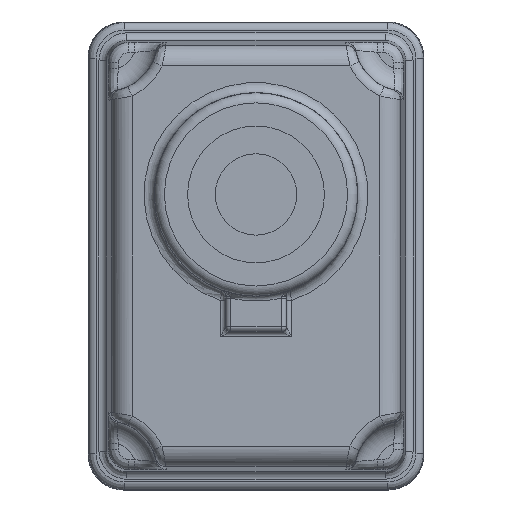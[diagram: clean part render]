
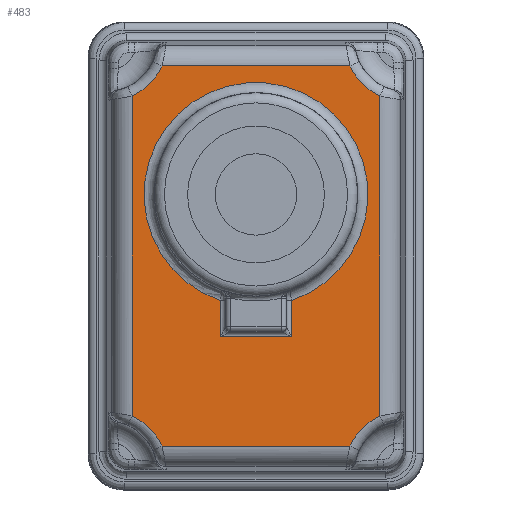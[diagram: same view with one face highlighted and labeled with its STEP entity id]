
A CAD part, left-side view. The second image highlights one B-rep face of the part: STEP entity #483.
In plain terms, the highlighted planar face has unit normal (-1, 0, 0).
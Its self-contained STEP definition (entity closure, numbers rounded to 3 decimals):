
#483=ADVANCED_FACE('',(#1092,#1093),#1094,.T.);
#1092=FACE_BOUND('',#1886,.T.);
#1093=FACE_OUTER_BOUND('',#1887,.T.);
#1094=PLANE('',#1888);
#1886=EDGE_LOOP('',(#8716,#8717,#8718,#8719));
#1887=EDGE_LOOP('',(#8720,#8721,#8722,#8723,#8724,#8725,#8726,#8727));
#1888=AXIS2_PLACEMENT_3D('',#8728,#8729,#8730);
#8716=ORIENTED_EDGE('',*,*,#10025,.T.);
#8717=ORIENTED_EDGE('',*,*,#10026,.T.);
#8718=ORIENTED_EDGE('',*,*,#10027,.T.);
#8719=ORIENTED_EDGE('',*,*,#10028,.T.);
#8720=ORIENTED_EDGE('',*,*,#10029,.T.);
#8721=ORIENTED_EDGE('',*,*,#10030,.T.);
#8722=ORIENTED_EDGE('',*,*,#10031,.T.);
#8723=ORIENTED_EDGE('',*,*,#10032,.T.);
#8724=ORIENTED_EDGE('',*,*,#10033,.T.);
#8725=ORIENTED_EDGE('',*,*,#10034,.T.);
#8726=ORIENTED_EDGE('',*,*,#10035,.T.);
#8727=ORIENTED_EDGE('',*,*,#10036,.T.);
#8728=CARTESIAN_POINT('',(27.8,0.,-12.1));
#8729=DIRECTION('',(-1.0,0.,0.));
#8730=DIRECTION('',(0.,0.,-1.0));
#10025=EDGE_CURVE('',#10908,#10909,#10910,.F.);
#10026=EDGE_CURVE('',#10909,#10911,#10912,.F.);
#10027=EDGE_CURVE('',#10911,#10913,#10914,.F.);
#10028=EDGE_CURVE('',#10913,#10908,#10915,.F.);
#10029=EDGE_CURVE('',#10916,#10917,#10918,.F.);
#10030=EDGE_CURVE('',#10917,#10919,#10920,.F.);
#10031=EDGE_CURVE('',#10919,#10921,#10922,.F.);
#10032=EDGE_CURVE('',#10921,#10923,#10924,.F.);
#10033=EDGE_CURVE('',#10923,#10925,#10926,.F.);
#10034=EDGE_CURVE('',#10925,#10927,#10928,.F.);
#10035=EDGE_CURVE('',#10927,#10929,#10930,.F.);
#10036=EDGE_CURVE('',#10929,#10916,#10931,.F.);
#10908=VERTEX_POINT('',#12080);
#10909=VERTEX_POINT('',#12081);
#10910=LINE('',#12082,#12083);
#10911=VERTEX_POINT('',#12084);
#10912=LINE('',#12085,#12086);
#10913=VERTEX_POINT('',#12087);
#10914=LINE('',#12088,#12089);
#10915=CIRCLE('',#12090,22.0);
#10916=VERTEX_POINT('',#12091);
#10917=VERTEX_POINT('',#12092);
#10918=LINE('',#12093,#12094);
#10919=VERTEX_POINT('',#12095);
#10920=CIRCLE('',#12096,12.0);
#10921=VERTEX_POINT('',#12097);
#10922=LINE('',#12098,#12099);
#10923=VERTEX_POINT('',#12100);
#10924=CIRCLE('',#12101,12.0);
#10925=VERTEX_POINT('',#12102);
#10926=LINE('',#12103,#12104);
#10927=VERTEX_POINT('',#12105);
#10928=CIRCLE('',#12106,12.0);
#10929=VERTEX_POINT('',#12107);
#10930=LINE('',#12108,#12109);
#10931=CIRCLE('',#12110,12.0);
#12080=CARTESIAN_POINT('',(27.8,-7.,-20.857));
#12081=CARTESIAN_POINT('',(27.8,-7.,-28.));
#12082=CARTESIAN_POINT('',(27.8,-7.,-27.));
#12083=VECTOR('',#13799,1.0);
#12084=CARTESIAN_POINT('',(27.8,7.,-28.));
#12085=CARTESIAN_POINT('',(27.8,7.,-28.));
#12086=VECTOR('',#13800,1.0);
#12087=CARTESIAN_POINT('',(27.8,7.,-20.857));
#12088=CARTESIAN_POINT('',(27.8,7.,-21.166));
#12089=VECTOR('',#13801,1.0);
#12090=AXIS2_PLACEMENT_3D('',#13802,#13803,#13804);
#12091=CARTESIAN_POINT('',(27.8,24.352,19.376));
#12092=CARTESIAN_POINT('',(27.8,24.352,-43.576));
#12093=CARTESIAN_POINT('',(27.8,24.352,-12.1));
#12094=VECTOR('',#13805,1.0);
#12095=CARTESIAN_POINT('',(27.8,18.476,-49.452));
#12096=AXIS2_PLACEMENT_3D('',#13806,#13807,#13808);
#12097=CARTESIAN_POINT('',(27.8,-18.476,-49.452));
#12098=CARTESIAN_POINT('',(27.8,0.,-49.452));
#12099=VECTOR('',#13809,1.0);
#12100=CARTESIAN_POINT('',(27.8,-24.352,-43.576));
#12101=AXIS2_PLACEMENT_3D('',#13810,#13811,#13812);
#12102=CARTESIAN_POINT('',(27.8,-24.352,19.376));
#12103=CARTESIAN_POINT('',(27.8,-24.352,-12.1));
#12104=VECTOR('',#13813,1.0);
#12105=CARTESIAN_POINT('',(27.8,-18.476,25.252));
#12106=AXIS2_PLACEMENT_3D('',#13814,#13815,#13816);
#12107=CARTESIAN_POINT('',(27.8,18.476,25.252));
#12108=CARTESIAN_POINT('',(27.8,0.,25.252));
#12109=VECTOR('',#13817,1.0);
#12110=AXIS2_PLACEMENT_3D('',#13818,#13819,#13820);
#13799=DIRECTION('',(0.,0.,1.0));
#13800=DIRECTION('',(0.,-1.0,0.0));
#13801=DIRECTION('',(0.,0.,-1.0));
#13802=CARTESIAN_POINT('',(27.8,0.,0.));
#13803=DIRECTION('',(-1.0,0.,0.));
#13804=DIRECTION('',(0.,0.,-1.0));
#13805=DIRECTION('',(0.,0.,1.0));
#13806=CARTESIAN_POINT('',(27.8,29.374,-54.474));
#13807=DIRECTION('',(-1.0,0.,0.));
#13808=DIRECTION('',(0.,0.,-1.0));
#13809=DIRECTION('',(0.,1.0,0.0));
#13810=CARTESIAN_POINT('',(27.8,-29.374,-54.474));
#13811=DIRECTION('',(-1.0,0.,0.));
#13812=DIRECTION('',(0.,0.,-1.0));
#13813=DIRECTION('',(0.,0.,-1.0));
#13814=CARTESIAN_POINT('',(27.8,-29.374,30.274));
#13815=DIRECTION('',(-1.0,0.,0.));
#13816=DIRECTION('',(0.,0.,-1.0));
#13817=DIRECTION('',(0.,-1.0,0.0));
#13818=CARTESIAN_POINT('',(27.8,29.374,30.274));
#13819=DIRECTION('',(-1.0,0.,0.));
#13820=DIRECTION('',(0.,0.,-1.0));
